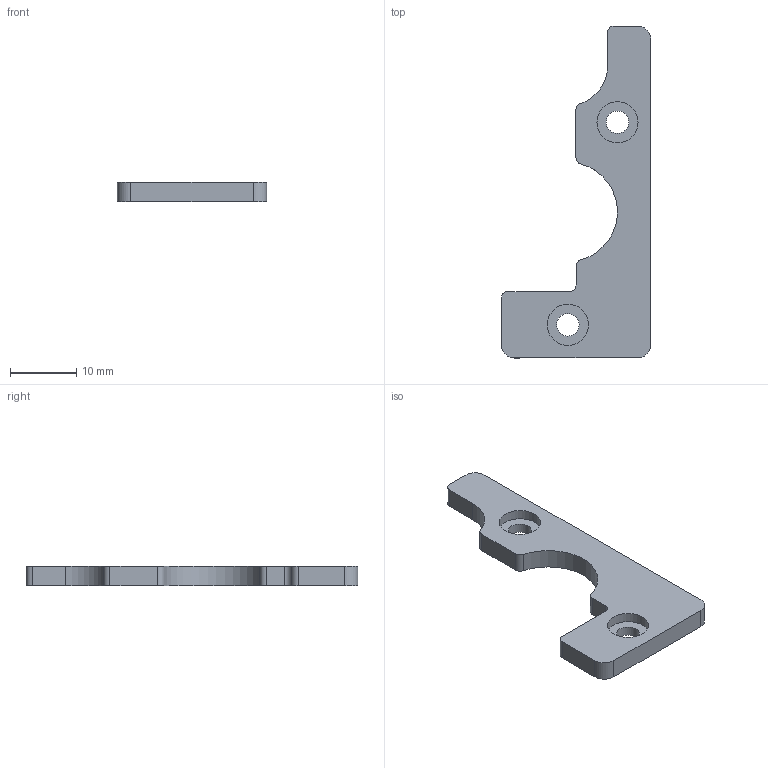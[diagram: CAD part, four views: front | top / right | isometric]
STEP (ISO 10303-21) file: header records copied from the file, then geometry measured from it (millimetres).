
FILE_DESCRIPTION(/* description */ (''),/* implementation_level */ '2;1');
FILE_NAME(/* name */ 'Bed clamp mirrored.stp',/* time_stamp */ '2016-12-28T17:07:46-06:00',/* author */ (''),/* organization */ (''),/* preprocessor_version */ 'ST-DEVELOPER v16.5',/* originating_system */ 'Autodesk Translation Framework v5.2.0.2920',/* authorisation */ '');
FILE_SCHEMA (('AUTOMOTIVE_DESIGN { 1 0 10303 214 3 1 1 }'));
Length unit declared in the file: millimetre
Products named in the file (1): Bed clamp(Mirror)(Mirror)
Bounding box: 22.5 x 50 x 3 mm (x, y, z)
Volume: 1540.7 mm3; surface area: 1592.5 mm2
Topology: 1 solids, 1 shells, 27 faces, 69 edges, 46 vertices
Faces by surface type: cylinder 15, plane 12
Full cylindrical faces by diameter (mm): 3.4 x2, 6.2 x2
Entity records: 843 total; most frequent: DIRECTION 151, CARTESIAN_POINT 139, ORIENTED_EDGE 130, EDGE_CURVE 65, AXIS2_PLACEMENT_3D 58, VERTEX_POINT 46, EDGE_LOOP 37, LINE 35
